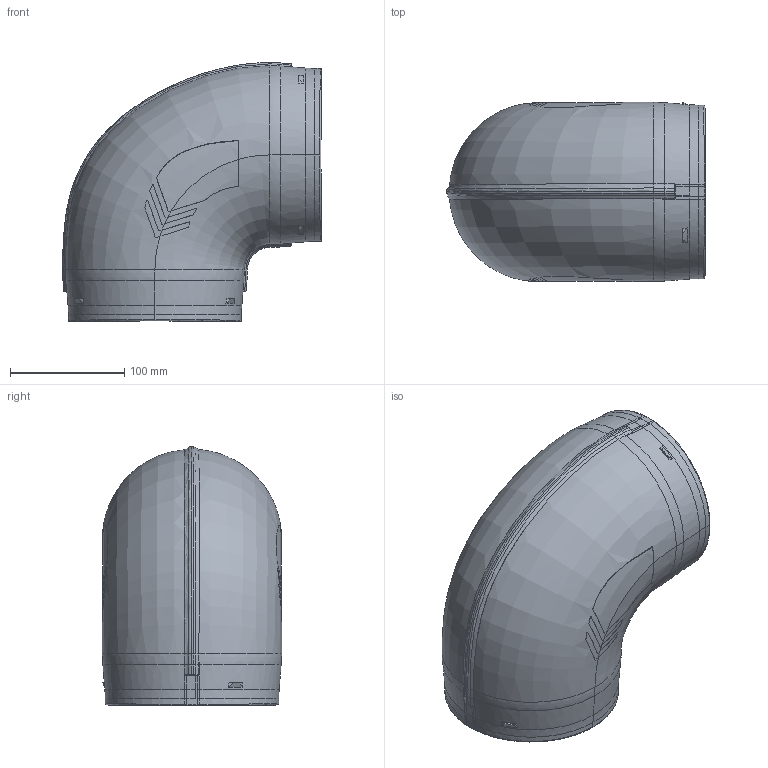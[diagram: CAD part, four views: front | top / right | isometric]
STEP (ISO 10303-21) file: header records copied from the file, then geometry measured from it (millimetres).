
FILE_DESCRIPTION(('CATIA V5 STEP Exchange'),'2;1');
FILE_NAME('4051025 P-RBV 150 Rohrbogen 90_vereinfacht.stp','2023-03-30T07:56:49+00:00',('none'),('none'),'CATIA Version 5 Release 21 SP 1 (IN-10)','CATIA V5 STEP AP214 Edition 3','none');
FILE_SCHEMA(('AUTOMOTIVE_DESIGN { 1 0 10303 214 3 1 1 1 }'));
Products named in the file (1): 4051025 P-RBV 150 Rohrbogen 90_vereinfacht
Bounding box: 226.25 x 156.64 x 226.25 mm (x, y, z)
Volume: 4111512.3 mm3; surface area: 178709.3 mm2
Topology: 1 solids, 1 shells, 425 faces, 1155 edges, 736 vertices
Faces by surface type: bspline 165, plane 120, cylinder 114, cone 16, extrusion 10
Entity records: 35803 total; most frequent: CARTESIAN_POINT 27244, ORIENTED_EDGE 2310, EDGE_CURVE 1155, DIRECTION 881, VERTEX_POINT 736, B_SPLINE_CURVE_WITH_KNOTS 672, EDGE_LOOP 429, ADVANCED_FACE 425
